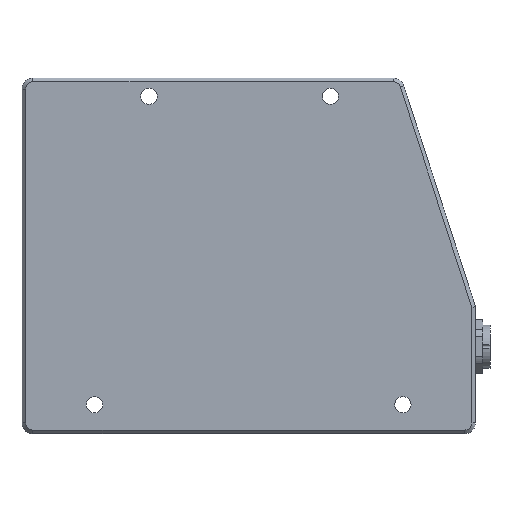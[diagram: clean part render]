
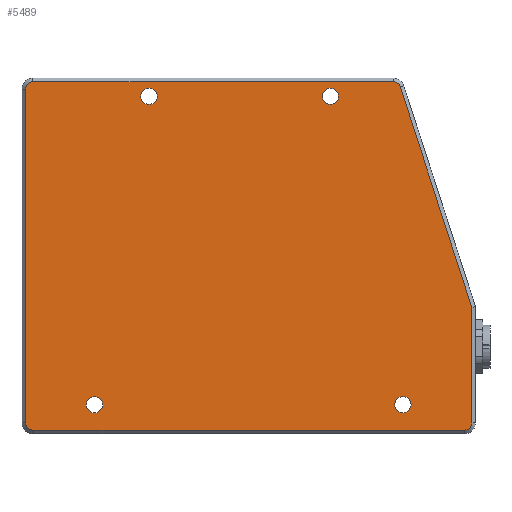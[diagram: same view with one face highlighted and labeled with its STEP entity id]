
A CAD part, top view. The second image highlights one B-rep face of the part: STEP entity #5489.
In plain terms, the highlighted planar face has unit normal (0, 0, 1).
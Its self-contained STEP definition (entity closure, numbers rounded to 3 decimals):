
#160=FACE_BOUND('',#1069,.T.);
#161=FACE_BOUND('',#1070,.T.);
#162=FACE_BOUND('',#1071,.T.);
#163=FACE_BOUND('',#1072,.T.);
#302=PLANE('',#6014);
#676=FACE_OUTER_BOUND('',#1068,.T.);
#1068=EDGE_LOOP('',(#4662,#4663,#4664,#4665,#4666,#4667,#4668,#4669,#4670));
#1069=EDGE_LOOP('',(#4671));
#1070=EDGE_LOOP('',(#4672));
#1071=EDGE_LOOP('',(#4673));
#1072=EDGE_LOOP('',(#4674));
#1355=CIRCLE('',#5988,2.25);
#1357=CIRCLE('',#5991,2.25);
#1359=CIRCLE('',#5994,2.25);
#1361=CIRCLE('',#5997,2.25);
#1370=CIRCLE('',#6015,2.);
#1371=CIRCLE('',#6016,2.);
#1372=CIRCLE('',#6017,2.);
#1373=CIRCLE('',#6018,2.);
#1699=LINE('',#9795,#2121);
#1700=LINE('',#9799,#2122);
#1701=LINE('',#9803,#2123);
#1702=LINE('',#9807,#2124);
#1703=LINE('',#9809,#2125);
#2121=VECTOR('',#7277,99.35);
#2122=VECTOR('',#7280,92.);
#2123=VECTOR('',#7283,119.);
#2124=VECTOR('',#7286,31.842);
#2125=VECTOR('',#7287,63.904);
#2670=VERTEX_POINT('',#9731);
#2672=VERTEX_POINT('',#9736);
#2674=VERTEX_POINT('',#9741);
#2676=VERTEX_POINT('',#9746);
#2693=VERTEX_POINT('',#9793);
#2694=VERTEX_POINT('',#9794);
#2695=VERTEX_POINT('',#9796);
#2696=VERTEX_POINT('',#9798);
#2697=VERTEX_POINT('',#9800);
#2698=VERTEX_POINT('',#9802);
#2699=VERTEX_POINT('',#9804);
#2700=VERTEX_POINT('',#9806);
#2701=VERTEX_POINT('',#9808);
#3359=EDGE_CURVE('',#2670,#2670,#1355,.T.);
#3361=EDGE_CURVE('',#2672,#2672,#1357,.T.);
#3363=EDGE_CURVE('',#2674,#2674,#1359,.T.);
#3365=EDGE_CURVE('',#2676,#2676,#1361,.T.);
#3386=EDGE_CURVE('',#2693,#2694,#1699,.T.);
#3387=EDGE_CURVE('',#2695,#2693,#1370,.T.);
#3388=EDGE_CURVE('',#2696,#2695,#1700,.T.);
#3389=EDGE_CURVE('',#2697,#2696,#1371,.T.);
#3390=EDGE_CURVE('',#2698,#2697,#1701,.T.);
#3391=EDGE_CURVE('',#2699,#2698,#1372,.T.);
#3392=EDGE_CURVE('',#2700,#2699,#1702,.T.);
#3393=EDGE_CURVE('',#2701,#2700,#1703,.T.);
#3394=EDGE_CURVE('',#2694,#2701,#1373,.T.);
#4662=ORIENTED_EDGE('',*,*,#3386,.F.);
#4663=ORIENTED_EDGE('',*,*,#3387,.F.);
#4664=ORIENTED_EDGE('',*,*,#3388,.F.);
#4665=ORIENTED_EDGE('',*,*,#3389,.F.);
#4666=ORIENTED_EDGE('',*,*,#3390,.F.);
#4667=ORIENTED_EDGE('',*,*,#3391,.F.);
#4668=ORIENTED_EDGE('',*,*,#3392,.F.);
#4669=ORIENTED_EDGE('',*,*,#3393,.F.);
#4670=ORIENTED_EDGE('',*,*,#3394,.F.);
#4671=ORIENTED_EDGE('',*,*,#3365,.T.);
#4672=ORIENTED_EDGE('',*,*,#3363,.T.);
#4673=ORIENTED_EDGE('',*,*,#3361,.T.);
#4674=ORIENTED_EDGE('',*,*,#3359,.T.);
#5489=ADVANCED_FACE('',(#676,#160,#161,#162,#163),#302,.T.);
#5988=AXIS2_PLACEMENT_3D('',#9732,#7211,#7212);
#5991=AXIS2_PLACEMENT_3D('',#9737,#7217,#7218);
#5994=AXIS2_PLACEMENT_3D('',#9742,#7223,#7224);
#5997=AXIS2_PLACEMENT_3D('',#9747,#7229,#7230);
#6014=AXIS2_PLACEMENT_3D('',#9792,#7275,#7276);
#6015=AXIS2_PLACEMENT_3D('',#9797,#7278,#7279);
#6016=AXIS2_PLACEMENT_3D('',#9801,#7281,#7282);
#6017=AXIS2_PLACEMENT_3D('',#9805,#7284,#7285);
#6018=AXIS2_PLACEMENT_3D('',#9810,#7288,#7289);
#7211=DIRECTION('center_axis',(0.,0.,-1.));
#7212=DIRECTION('ref_axis',(-1.,0.,0.));
#7217=DIRECTION('center_axis',(0.,0.,-1.));
#7218=DIRECTION('ref_axis',(-1.,0.,0.));
#7223=DIRECTION('center_axis',(0.,0.,-1.));
#7224=DIRECTION('ref_axis',(-1.,0.,0.));
#7229=DIRECTION('center_axis',(0.,0.,-1.));
#7230=DIRECTION('ref_axis',(-1.,0.,0.));
#7275=DIRECTION('center_axis',(0.,0.,1.));
#7276=DIRECTION('ref_axis',(1.,0.,0.));
#7277=DIRECTION('',(1.,0.,0.));
#7278=DIRECTION('center_axis',(0.,0.,-1.));
#7279=DIRECTION('ref_axis',(-0.707,0.707,0.));
#7280=DIRECTION('',(0.,1.,0.));
#7281=DIRECTION('center_axis',(0.,0.,-1.));
#7282=DIRECTION('ref_axis',(-0.707,-0.707,0.));
#7283=DIRECTION('',(-1.,0.,0.));
#7284=DIRECTION('center_axis',(0.,0.,-1.));
#7285=DIRECTION('ref_axis',(0.707,-0.707,0.));
#7286=DIRECTION('',(0.,-1.,0.));
#7287=DIRECTION('',(0.309,-0.951,0.));
#7288=DIRECTION('center_axis',(0.,0.,-1.));
#7289=DIRECTION('ref_axis',(0.588,0.809,0.));
#9731=CARTESIAN_POINT('',(24.75,44.,20.));
#9732=CARTESIAN_POINT('Origin',(22.5,44.,20.));
#9736=CARTESIAN_POINT('',(-25.25,44.,20.));
#9737=CARTESIAN_POINT('Origin',(-27.5,44.,20.));
#9741=CARTESIAN_POINT('',(-40.25,-41.,20.));
#9742=CARTESIAN_POINT('Origin',(-42.5,-41.,20.));
#9746=CARTESIAN_POINT('',(44.75,-41.,20.));
#9747=CARTESIAN_POINT('Origin',(42.5,-41.,20.));
#9792=CARTESIAN_POINT('Origin',(-3.604,-2.207,20.));
#9793=CARTESIAN_POINT('',(-59.5,48.,20.));
#9794=CARTESIAN_POINT('',(39.85,48.,20.));
#9795=CARTESIAN_POINT('',(-33.052,48.,20.));
#9796=CARTESIAN_POINT('',(-61.5,46.,20.));
#9797=CARTESIAN_POINT('Origin',(-59.5,46.,20.));
#9798=CARTESIAN_POINT('',(-61.5,-46.,20.));
#9799=CARTESIAN_POINT('',(-61.5,-25.603,20.));
#9800=CARTESIAN_POINT('',(-59.5,-48.,20.));
#9801=CARTESIAN_POINT('Origin',(-59.5,-46.,20.));
#9802=CARTESIAN_POINT('',(59.5,-48.,20.));
#9803=CARTESIAN_POINT('',(29.448,-48.,20.));
#9804=CARTESIAN_POINT('',(61.5,-46.,20.));
#9805=CARTESIAN_POINT('Origin',(59.5,-46.,20.));
#9806=CARTESIAN_POINT('',(61.5,-14.158,20.));
#9807=CARTESIAN_POINT('',(61.5,-8.103,20.));
#9808=CARTESIAN_POINT('',(41.753,46.618,20.));
#9809=CARTESIAN_POINT('',(46.425,32.238,20.));
#9810=CARTESIAN_POINT('Origin',(39.85,46.,20.));
